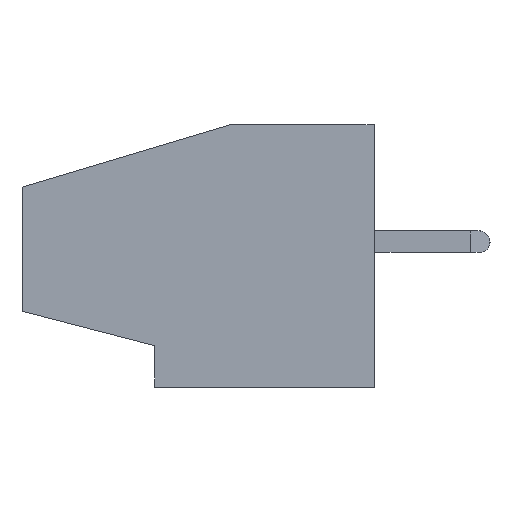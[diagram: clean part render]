
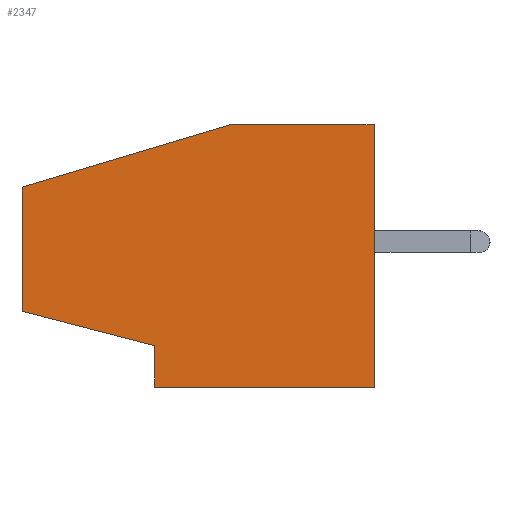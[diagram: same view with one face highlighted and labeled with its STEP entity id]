
A CAD part, left-side view. The second image highlights one B-rep face of the part: STEP entity #2347.
In plain terms, the highlighted planar face has unit normal (-1, 0, 0).
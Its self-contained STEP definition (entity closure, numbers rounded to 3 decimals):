
#5 = VERTEX_POINT ( 'NONE', #2023 ) ;
#15 = CARTESIAN_POINT ( 'NONE',  ( 0., 0., 2.83 ) ) ;
#78 = VECTOR ( 'NONE', #11920, 1000. ) ;
#315 = PLANE ( 'NONE',  #8270 ) ;
#569 = LINE ( 'NONE', #6446, #3418 ) ;
#685 = LINE ( 'NONE', #7169, #78 ) ;
#932 = EDGE_CURVE ( 'NONE', #10969, #6492, #3581, .T. ) ;
#1093 = ORIENTED_EDGE ( 'NONE', *, *, #9061, .F. ) ;
#1378 = EDGE_CURVE ( 'NONE', #5, #2196, #9278, .T. ) ;
#1730 = VECTOR ( 'NONE', #1842, 1000. ) ;
#1807 = EDGE_LOOP ( 'NONE', ( #3857, #2827, #4636, #6448, #3909, #1093, #6067 ) ) ;
#1842 = DIRECTION ( 'NONE',  ( 0., 1., 0. ) ) ;
#1902 = VERTEX_POINT ( 'NONE', #2220 ) ;
#2023 = CARTESIAN_POINT ( 'NONE',  ( 0., 0., -3.5 ) ) ;
#2126 = VERTEX_POINT ( 'NONE', #15 ) ;
#2196 = VERTEX_POINT ( 'NONE', #9647 ) ;
#2220 = CARTESIAN_POINT ( 'NONE',  ( 0., 5.3, -2.5 ) ) ;
#2347 = ADVANCED_FACE ( 'NONE', ( #9754 ), #315, .T. ) ;
#2349 = EDGE_CURVE ( 'NONE', #6492, #2126, #685, .T. ) ;
#2827 = ORIENTED_EDGE ( 'NONE', *, *, #4024, .F. ) ;
#3418 = VECTOR ( 'NONE', #10202, 1000. ) ;
#3581 = LINE ( 'NONE', #8203, #10291 ) ;
#3857 = ORIENTED_EDGE ( 'NONE', *, *, #1378, .F. ) ;
#3909 = ORIENTED_EDGE ( 'NONE', *, *, #11693, .F. ) ;
#4024 = EDGE_CURVE ( 'NONE', #2126, #5, #569, .T. ) ;
#4029 = VECTOR ( 'NONE', #5800, 1000. ) ;
#4214 = EDGE_CURVE ( 'NONE', #2196, #1902, #7783, .T. ) ;
#4558 = LINE ( 'NONE', #8340, #7869 ) ;
#4636 = ORIENTED_EDGE ( 'NONE', *, *, #2349, .F. ) ;
#4697 = DIRECTION ( 'NONE',  ( 0., 0., 1. ) ) ;
#5248 = DIRECTION ( 'NONE',  ( 0., 0.968, 0.251 ) ) ;
#5702 = LINE ( 'NONE', #11460, #7568 ) ;
#5800 = DIRECTION ( 'NONE',  ( 0., 0., 1. ) ) ;
#6067 = ORIENTED_EDGE ( 'NONE', *, *, #4214, .F. ) ;
#6222 = CARTESIAN_POINT ( 'NONE',  ( 0., 8.5, -1.67 ) ) ;
#6446 = CARTESIAN_POINT ( 'NONE',  ( 0., 0., -3.5 ) ) ;
#6448 = ORIENTED_EDGE ( 'NONE', *, *, #932, .F. ) ;
#6485 = DIRECTION ( 'NONE',  ( 0., -0.958, 0.287 ) ) ;
#6492 = VERTEX_POINT ( 'NONE', #11322 ) ;
#6498 = CARTESIAN_POINT ( 'NONE',  ( 0., 8.5, 1.33 ) ) ;
#6499 = DIRECTION ( 'NONE',  ( 0., 0., 1. ) ) ;
#7169 = CARTESIAN_POINT ( 'NONE',  ( 0., 0., 2.83 ) ) ;
#7228 = DIRECTION ( 'NONE',  ( -1., 0., 0. ) ) ;
#7568 = VECTOR ( 'NONE', #4697, 1000. ) ;
#7783 = LINE ( 'NONE', #10612, #4029 ) ;
#7869 = VECTOR ( 'NONE', #5248, 1000. ) ;
#8203 = CARTESIAN_POINT ( 'NONE',  ( 0., 3.5, 2.83 ) ) ;
#8270 = AXIS2_PLACEMENT_3D ( 'NONE', #8279, #7228, #6499 ) ;
#8279 = CARTESIAN_POINT ( 'NONE',  ( 0., 0., 0. ) ) ;
#8340 = CARTESIAN_POINT ( 'NONE',  ( 0., 8.5, -1.67 ) ) ;
#9061 = EDGE_CURVE ( 'NONE', #1902, #11247, #4558, .T. ) ;
#9278 = LINE ( 'NONE', #9339, #1730 ) ;
#9339 = CARTESIAN_POINT ( 'NONE',  ( 0., 5.3, -3.5 ) ) ;
#9647 = CARTESIAN_POINT ( 'NONE',  ( 0., 5.3, -3.5 ) ) ;
#9754 = FACE_OUTER_BOUND ( 'NONE', #1807, .T. ) ;
#10202 = DIRECTION ( 'NONE',  ( 0., 0., -1. ) ) ;
#10291 = VECTOR ( 'NONE', #6485, 1000. ) ;
#10612 = CARTESIAN_POINT ( 'NONE',  ( 0., 5.3, -2.5 ) ) ;
#10969 = VERTEX_POINT ( 'NONE', #6498 ) ;
#11247 = VERTEX_POINT ( 'NONE', #6222 ) ;
#11322 = CARTESIAN_POINT ( 'NONE',  ( 0., 3.5, 2.83 ) ) ;
#11460 = CARTESIAN_POINT ( 'NONE',  ( 0., 8.5, 1.33 ) ) ;
#11693 = EDGE_CURVE ( 'NONE', #11247, #10969, #5702, .T. ) ;
#11920 = DIRECTION ( 'NONE',  ( 0., -1., 0. ) ) ;
